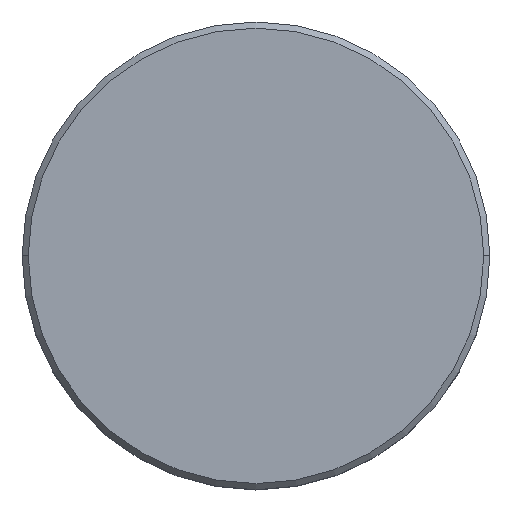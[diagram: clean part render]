
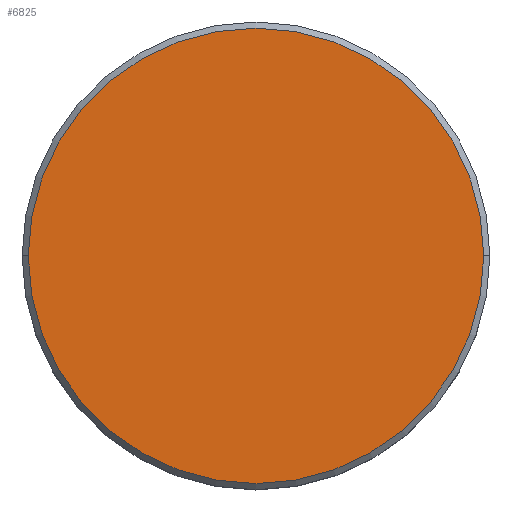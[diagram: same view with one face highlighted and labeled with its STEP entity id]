
A CAD part, top view. The second image highlights one B-rep face of the part: STEP entity #6825.
In plain terms, the highlighted planar face has unit normal (0, 0, 1).
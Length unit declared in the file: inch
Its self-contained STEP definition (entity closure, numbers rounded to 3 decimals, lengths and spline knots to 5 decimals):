
#100 = EDGE_LOOP ( 'NONE', ( #5129, #5245 ) ) ;
#200 = EDGE_CURVE ( 'NONE', #4144, #252, #7321, .T. ) ;
#252 = VERTEX_POINT ( 'NONE', #9795 ) ;
#320 = CIRCLE ( 'NONE', #7361, 0.36417 ) ;
#1490 = DIRECTION ( 'NONE',  ( 0., 0., 1. ) ) ;
#1754 = PLANE ( 'NONE',  #7820 ) ;
#2586 = DIRECTION ( 'NONE',  ( 0., 0., 1. ) ) ;
#2686 = DIRECTION ( 'NONE',  ( 0., 0., 1. ) ) ;
#3549 = FACE_OUTER_BOUND ( 'NONE', #100, .T. ) ;
#4144 = VERTEX_POINT ( 'NONE', #6196 ) ;
#5119 = DIRECTION ( 'NONE',  ( 1., 0., 0. ) ) ;
#5129 = ORIENTED_EDGE ( 'NONE', *, *, #5253, .T. ) ;
#5147 = CARTESIAN_POINT ( 'NONE',  ( 0., 0., 0.11811 ) ) ;
#5245 = ORIENTED_EDGE ( 'NONE', *, *, #200, .T. ) ;
#5253 = EDGE_CURVE ( 'NONE', #252, #4144, #320, .T. ) ;
#6196 = CARTESIAN_POINT ( 'NONE',  ( 0.36417, 0., 0.11811 ) ) ;
#6460 = CARTESIAN_POINT ( 'NONE',  ( 0., 0., 0.11811 ) ) ;
#6825 = ADVANCED_FACE ( 'NONE', ( #3549 ), #1754, .T. ) ;
#7317 = DIRECTION ( 'NONE',  ( 1., 0., 0. ) ) ;
#7321 = CIRCLE ( 'NONE', #8341, 0.36417 ) ;
#7361 = AXIS2_PLACEMENT_3D ( 'NONE', #6460, #1490, #7317 ) ;
#7820 = AXIS2_PLACEMENT_3D ( 'NONE', #9992, #2586, #8400 ) ;
#8341 = AXIS2_PLACEMENT_3D ( 'NONE', #5147, #2686, #5119 ) ;
#8400 = DIRECTION ( 'NONE',  ( 1., 0., 0. ) ) ;
#9795 = CARTESIAN_POINT ( 'NONE',  ( -0.36417, 0., 0.11811 ) ) ;
#9992 = CARTESIAN_POINT ( 'NONE',  ( 0., 0., 0.11811 ) ) ;
